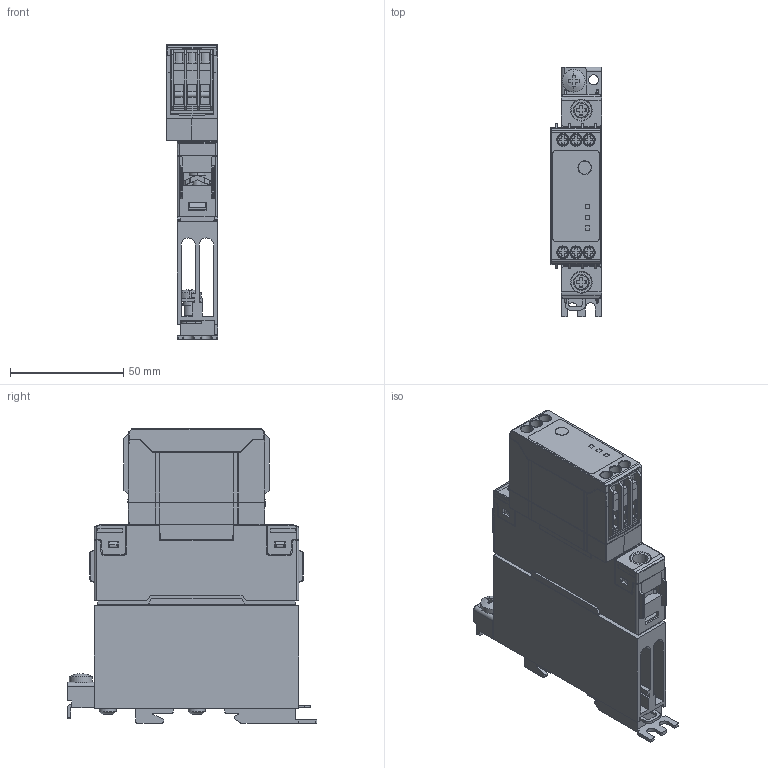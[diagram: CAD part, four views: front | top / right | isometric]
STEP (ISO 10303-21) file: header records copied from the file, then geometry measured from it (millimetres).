
FILE_DESCRIPTION((''),'2;1');
FILE_NAME('CGI1002-00.stp','2012-08-20T10:48:29',(''),(''),'Mechanical Desktop 2009','Mechanical Desktop 2009',', , ');
FILE_SCHEMA(('CONFIG_CONTROL_DESIGN'));
Length unit declared in the file: millimetre
Products named in the file (1): Product
Bounding box: 22.5 x 110 x 129.88 mm (x, y, z)
Volume: 150899.2 mm3; surface area: 54220.2 mm2
Topology: 15 solids, 15 shells, 1798 faces, 4768 edges, 2984 vertices
Faces by surface type: plane 728, bspline 700, cylinder 278, torus 34, cone 33, sphere 25
Entity records: 60534 total; most frequent: CARTESIAN_POINT 17876, ORIENTED_EDGE 9364, DIRECTION 8017, EDGE_CURVE 4682, VECTOR 3285, LINE 3285, VERTEX_POINT 2984, AXIS2_PLACEMENT_3D 2366
